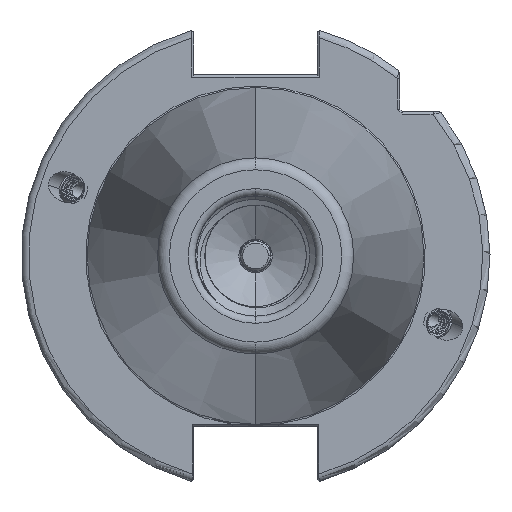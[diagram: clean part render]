
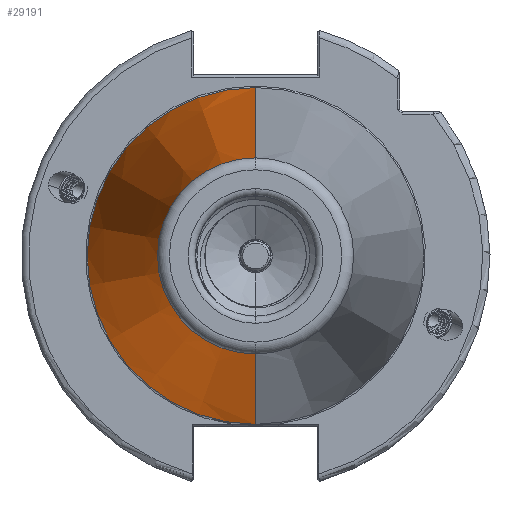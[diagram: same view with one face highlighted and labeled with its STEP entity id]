
A CAD part, left-side view. The second image highlights one B-rep face of the part: STEP entity #29191.
In plain terms, the highlighted conical face has half-angle 8.297 degrees and reference radius 35.392 mm.
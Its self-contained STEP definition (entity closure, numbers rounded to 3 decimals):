
#3326 = CIRCLE ( 'NONE', #16068, 20.399 ) ;
#3459 = VECTOR ( 'NONE', #28252, 1000. ) ;
#3477 = LINE ( 'NONE', #28228, #3459 ) ;
#3484 = VECTOR ( 'NONE', #27287, 1000. ) ;
#3493 = CIRCLE ( 'NONE', #16156, 35.027 ) ;
#3532 = LINE ( 'NONE', #27281, #3484 ) ;
#3566 = CIRCLE ( 'NONE', #16151, 35.027 ) ;
#7297 = EDGE_CURVE ( 'NONE', #20763, #20703, #3326, .T. ) ;
#13344 = CARTESIAN_POINT ( 'NONE',  ( -102.811, 0., 20.399 ) ) ;
#13365 = CARTESIAN_POINT ( 'NONE',  ( -102.811, 0., -20.399 ) ) ;
#15209 = CARTESIAN_POINT ( 'NONE',  ( -2.5, 0., -35.027 ) ) ;
#15224 = CARTESIAN_POINT ( 'NONE',  ( -2.5, 0., 35.027 ) ) ;
#15239 = CARTESIAN_POINT ( 'NONE',  ( -2.5, 35.027, 0. ) ) ;
#16068 = AXIS2_PLACEMENT_3D ( 'NONE', #24030, #24045, #24012 ) ;
#16151 = AXIS2_PLACEMENT_3D ( 'NONE', #27339, #27349, #27370 ) ;
#16156 = AXIS2_PLACEMENT_3D ( 'NONE', #27241, #27239, #27230 ) ;
#16257 = EDGE_CURVE ( 'NONE', #20703, #26223, #3477, .T. ) ;
#16283 = EDGE_CURVE ( 'NONE', #26231, #26223, #3493, .T. ) ;
#16301 = EDGE_CURVE ( 'NONE', #20763, #26197, #3532, .T. ) ;
#16313 = EDGE_CURVE ( 'NONE', #26197, #26231, #3566, .T. ) ;
#18151 = EDGE_LOOP ( 'NONE', ( #26086, #26142, #26057, #26151, #26132 ) ) ;
#20587 = AXIS2_PLACEMENT_3D ( 'NONE', #24540, #24545, #24547 ) ;
#20703 = VERTEX_POINT ( 'NONE', #13344 ) ;
#20763 = VERTEX_POINT ( 'NONE', #13365 ) ;
#21123 = FACE_OUTER_BOUND ( 'NONE', #18151, .T. ) ;
#21137 = CONICAL_SURFACE ( 'NONE', #20587, 35.392, 0.145 ) ;
#24012 = DIRECTION ( 'NONE',  ( 0., 0., 1. ) ) ;
#24030 = CARTESIAN_POINT ( 'NONE',  ( -102.811, 0., 0. ) ) ;
#24045 = DIRECTION ( 'NONE',  ( 1., 0., 0. ) ) ;
#24540 = CARTESIAN_POINT ( 'NONE',  ( 0., 0., 0. ) ) ;
#24545 = DIRECTION ( 'NONE',  ( 1., 0., 0. ) ) ;
#24547 = DIRECTION ( 'NONE',  ( 0., 0., -1. ) ) ;
#26057 = ORIENTED_EDGE ( 'NONE', *, *, #16283, .F. ) ;
#26086 = ORIENTED_EDGE ( 'NONE', *, *, #7297, .T. ) ;
#26132 = ORIENTED_EDGE ( 'NONE', *, *, #16301, .F. ) ;
#26142 = ORIENTED_EDGE ( 'NONE', *, *, #16257, .T. ) ;
#26151 = ORIENTED_EDGE ( 'NONE', *, *, #16313, .F. ) ;
#26197 = VERTEX_POINT ( 'NONE', #15209 ) ;
#26223 = VERTEX_POINT ( 'NONE', #15224 ) ;
#26231 = VERTEX_POINT ( 'NONE', #15239 ) ;
#27230 = DIRECTION ( 'NONE',  ( 0., 1., 0. ) ) ;
#27239 = DIRECTION ( 'NONE',  ( 1., 0., 0. ) ) ;
#27241 = CARTESIAN_POINT ( 'NONE',  ( -2.5, 0., 0. ) ) ;
#27281 = CARTESIAN_POINT ( 'NONE',  ( 0., 0., -35.392 ) ) ;
#27287 = DIRECTION ( 'NONE',  ( 0.99, 0., -0.144 ) ) ;
#27339 = CARTESIAN_POINT ( 'NONE',  ( -2.5, 0., 0. ) ) ;
#27349 = DIRECTION ( 'NONE',  ( 1., 0., 0. ) ) ;
#27370 = DIRECTION ( 'NONE',  ( 0., 1., 0. ) ) ;
#28228 = CARTESIAN_POINT ( 'NONE',  ( 0., 0., 35.392 ) ) ;
#28252 = DIRECTION ( 'NONE',  ( 0.99, 0., 0.144 ) ) ;
#29191 = ADVANCED_FACE ( 'NONE', ( #21123 ), #21137, .T. ) ;
